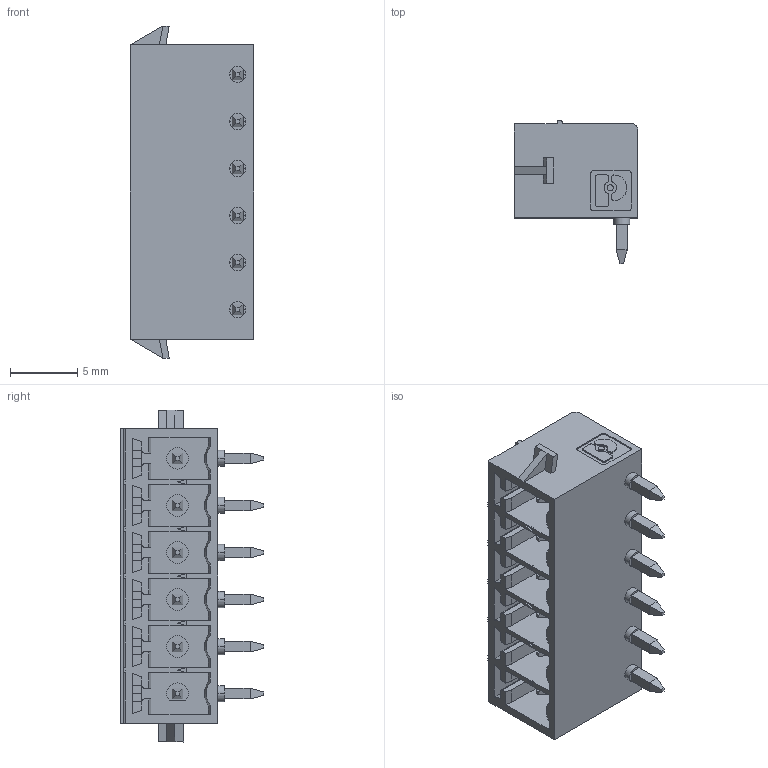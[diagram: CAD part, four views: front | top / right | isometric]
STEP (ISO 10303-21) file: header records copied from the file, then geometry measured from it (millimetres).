
FILE_DESCRIPTION(('STEP AP214'),'1');
FILE_NAME(' ',' ',('TraceParts'),('TraceParts S.A.'),'XStep 1.0',' ',' ');
FILE_SCHEMA(('automotive_design'));
Length unit declared in the file: millimetre
Products named in the file (1): mc_1.5-6-g-3.5-rn|mc_1.5-6-g-3.5-rn;mc_1.5-6-g-3.5-rn
Bounding box: 9.2 x 10.65 x 24.7 mm (x, y, z)
Volume: 813.4 mm3; surface area: 1978.2 mm2
Topology: 1 solids, 1 shells, 521 faces, 1263 edges, 790 vertices
Faces by surface type: plane 394, cylinder 115, cone 12
Entity records: 18894 total; most frequent: CARTESIAN_POINT 6607, ORIENTED_EDGE 2526, DIRECTION 2501, EDGE_CURVE 1263, LINE 997, VECTOR 997, VERTEX_POINT 790, AXIS2_PLACEMENT_3D 752
